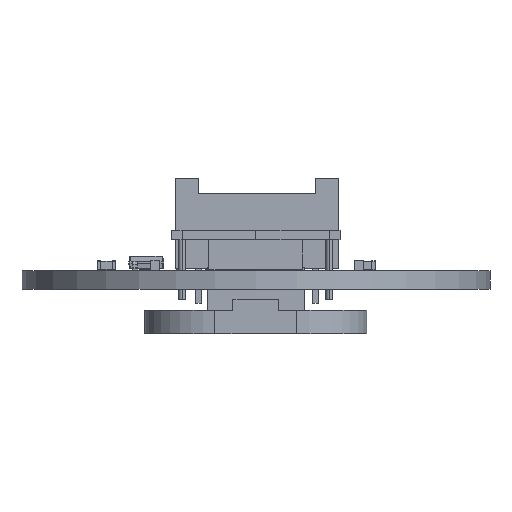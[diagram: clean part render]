
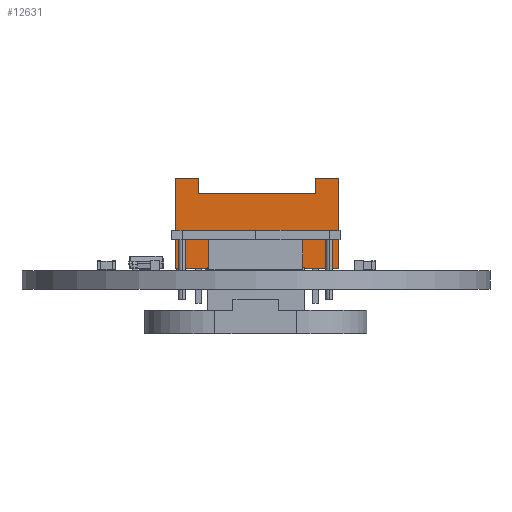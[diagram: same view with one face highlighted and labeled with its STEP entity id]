
A CAD part, front view. The second image highlights one B-rep face of the part: STEP entity #12631.
In plain terms, the highlighted face is planar.
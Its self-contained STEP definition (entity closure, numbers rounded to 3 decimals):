
#10037 = PLANE('',#10038);
#10038 = AXIS2_PLACEMENT_3D('',#10039,#10040,#10041);
#10039 = CARTESIAN_POINT('',(-7.,3.85,3.1));
#10040 = DIRECTION('',(0.,-1.,0.));
#10041 = DIRECTION('',(0.,0.,-1.));
#10120 = PLANE('',#10121);
#10121 = AXIS2_PLACEMENT_3D('',#10122,#10123,#10124);
#10122 = CARTESIAN_POINT('',(5.,2.55,-2.2));
#10123 = DIRECTION('',(1.,0.,0.));
#10124 = DIRECTION('',(0.,0.,-1.));
#10194 = PLANE('',#10195);
#10195 = AXIS2_PLACEMENT_3D('',#10196,#10197,#10198);
#10196 = CARTESIAN_POINT('',(-7.,3.85,3.1));
#10197 = DIRECTION('',(0.,-1.,0.));
#10198 = DIRECTION('',(0.,0.,-1.));
#10222 = PLANE('',#10223);
#10223 = AXIS2_PLACEMENT_3D('',#10224,#10225,#10226);
#10224 = CARTESIAN_POINT('',(-5.,2.55,-2.2));
#10225 = DIRECTION('',(-1.,0.,0.));
#10226 = DIRECTION('',(0.,0.,1.));
#10248 = PLANE('',#10249);
#10249 = AXIS2_PLACEMENT_3D('',#10250,#10251,#10252);
#10250 = CARTESIAN_POINT('',(-5.,2.55,-2.2));
#10251 = DIRECTION('',(0.,1.,0.));
#10252 = DIRECTION('',(0.,-0.,1.));
#11387 = PLANE('',#11388);
#11388 = AXIS2_PLACEMENT_3D('',#11389,#11390,#11391);
#11389 = CARTESIAN_POINT('',(7.,-3.85,3.1));
#11390 = DIRECTION('',(-1.,0.,0.));
#11391 = DIRECTION('',(0.,0.,1.));
#11555 = PLANE('',#11556);
#11556 = AXIS2_PLACEMENT_3D('',#11557,#11558,#11559);
#11557 = CARTESIAN_POINT('',(-7.,-3.85,3.1));
#11558 = DIRECTION('',(1.,0.,0.));
#11559 = DIRECTION('',(0.,0.,-1.));
#11642 = VERTEX_POINT('',#11643);
#11643 = CARTESIAN_POINT('',(7.,3.85,-2.2));
#11668 = VERTEX_POINT('',#11669);
#11669 = CARTESIAN_POINT('',(5.,3.85,-2.2));
#11690 = EDGE_CURVE('',#11642,#11668,#11691,.T.);
#11691 = SURFACE_CURVE('',#11692,(#11696,#11703),.PCURVE_S1.);
#11692 = LINE('',#11693,#11694);
#11693 = CARTESIAN_POINT('',(6.,3.85,-2.2));
#11694 = VECTOR('',#11695,1.);
#11695 = DIRECTION('',(-1.,0.,0.));
#11696 = PCURVE('',#10037,#11697);
#11697 = DEFINITIONAL_REPRESENTATION('',(#11698),#11702);
#11698 = LINE('',#11699,#11700);
#11699 = CARTESIAN_POINT('',(5.3,13.));
#11700 = VECTOR('',#11701,1.);
#11701 = DIRECTION('',(0.,-1.));
#11702 = ( GEOMETRIC_REPRESENTATION_CONTEXT(2) 
PARAMETRIC_REPRESENTATION_CONTEXT() REPRESENTATION_CONTEXT('2D SPACE',''
  ) );
#11703 = PCURVE('',#11704,#11709);
#11704 = PLANE('',#11705);
#11705 = AXIS2_PLACEMENT_3D('',#11706,#11707,#11708);
#11706 = CARTESIAN_POINT('',(-7.,3.85,-2.2));
#11707 = DIRECTION('',(0.,0.,-1.));
#11708 = DIRECTION('',(-1.,0.,0.));
#11709 = DEFINITIONAL_REPRESENTATION('',(#11710),#11714);
#11710 = LINE('',#11711,#11712);
#11711 = CARTESIAN_POINT('',(-13.,0.));
#11712 = VECTOR('',#11713,1.);
#11713 = DIRECTION('',(1.,0.));
#11714 = ( GEOMETRIC_REPRESENTATION_CONTEXT(2) 
PARAMETRIC_REPRESENTATION_CONTEXT() REPRESENTATION_CONTEXT('2D SPACE',''
  ) );
#11720 = VERTEX_POINT('',#11721);
#11721 = CARTESIAN_POINT('',(-5.,2.55,-2.2));
#11744 = VERTEX_POINT('',#11745);
#11745 = CARTESIAN_POINT('',(5.,2.55,-2.2));
#11766 = EDGE_CURVE('',#11744,#11720,#11767,.T.);
#11767 = SURFACE_CURVE('',#11768,(#11772,#11779),.PCURVE_S1.);
#11768 = LINE('',#11769,#11770);
#11769 = CARTESIAN_POINT('',(0.,2.55,-2.2));
#11770 = VECTOR('',#11771,1.);
#11771 = DIRECTION('',(-1.,0.,0.));
#11772 = PCURVE('',#10248,#11773);
#11773 = DEFINITIONAL_REPRESENTATION('',(#11774),#11778);
#11774 = LINE('',#11775,#11776);
#11775 = CARTESIAN_POINT('',(0.,5.));
#11776 = VECTOR('',#11777,1.);
#11777 = DIRECTION('',(0.,-1.));
#11778 = ( GEOMETRIC_REPRESENTATION_CONTEXT(2) 
PARAMETRIC_REPRESENTATION_CONTEXT() REPRESENTATION_CONTEXT('2D SPACE',''
  ) );
#11779 = PCURVE('',#11704,#11780);
#11780 = DEFINITIONAL_REPRESENTATION('',(#11781),#11785);
#11781 = LINE('',#11782,#11783);
#11782 = CARTESIAN_POINT('',(-7.,-1.3));
#11783 = VECTOR('',#11784,1.);
#11784 = DIRECTION('',(1.,0.));
#11785 = ( GEOMETRIC_REPRESENTATION_CONTEXT(2) 
PARAMETRIC_REPRESENTATION_CONTEXT() REPRESENTATION_CONTEXT('2D SPACE',''
  ) );
#11790 = EDGE_CURVE('',#11720,#11791,#11793,.T.);
#11791 = VERTEX_POINT('',#11792);
#11792 = CARTESIAN_POINT('',(-5.,3.85,-2.2));
#11793 = SURFACE_CURVE('',#11794,(#11798,#11805),.PCURVE_S1.);
#11794 = LINE('',#11795,#11796);
#11795 = CARTESIAN_POINT('',(-5.,3.2,-2.2));
#11796 = VECTOR('',#11797,1.);
#11797 = DIRECTION('',(0.,1.,0.));
#11798 = PCURVE('',#10222,#11799);
#11799 = DEFINITIONAL_REPRESENTATION('',(#11800),#11804);
#11800 = LINE('',#11801,#11802);
#11801 = CARTESIAN_POINT('',(0.,0.65));
#11802 = VECTOR('',#11803,1.);
#11803 = DIRECTION('',(0.,1.));
#11804 = ( GEOMETRIC_REPRESENTATION_CONTEXT(2) 
PARAMETRIC_REPRESENTATION_CONTEXT() REPRESENTATION_CONTEXT('2D SPACE',''
  ) );
#11805 = PCURVE('',#11704,#11806);
#11806 = DEFINITIONAL_REPRESENTATION('',(#11807),#11811);
#11807 = LINE('',#11808,#11809);
#11808 = CARTESIAN_POINT('',(-2.,-0.65));
#11809 = VECTOR('',#11810,1.);
#11810 = DIRECTION('',(0.,1.));
#11811 = ( GEOMETRIC_REPRESENTATION_CONTEXT(2) 
PARAMETRIC_REPRESENTATION_CONTEXT() REPRESENTATION_CONTEXT('2D SPACE',''
  ) );
#11864 = VERTEX_POINT('',#11865);
#11865 = CARTESIAN_POINT('',(-7.,3.85,-2.2));
#11886 = EDGE_CURVE('',#11791,#11864,#11887,.T.);
#11887 = SURFACE_CURVE('',#11888,(#11892,#11899),.PCURVE_S1.);
#11888 = LINE('',#11889,#11890);
#11889 = CARTESIAN_POINT('',(-6.,3.85,-2.2));
#11890 = VECTOR('',#11891,1.);
#11891 = DIRECTION('',(-1.,0.,0.));
#11892 = PCURVE('',#10194,#11893);
#11893 = DEFINITIONAL_REPRESENTATION('',(#11894),#11898);
#11894 = LINE('',#11895,#11896);
#11895 = CARTESIAN_POINT('',(5.3,1.));
#11896 = VECTOR('',#11897,1.);
#11897 = DIRECTION('',(0.,-1.));
#11898 = ( GEOMETRIC_REPRESENTATION_CONTEXT(2) 
PARAMETRIC_REPRESENTATION_CONTEXT() REPRESENTATION_CONTEXT('2D SPACE',''
  ) );
#11899 = PCURVE('',#11704,#11900);
#11900 = DEFINITIONAL_REPRESENTATION('',(#11901),#11905);
#11901 = LINE('',#11902,#11903);
#11902 = CARTESIAN_POINT('',(-1.,0.));
#11903 = VECTOR('',#11904,1.);
#11904 = DIRECTION('',(1.,0.));
#11905 = ( GEOMETRIC_REPRESENTATION_CONTEXT(2) 
PARAMETRIC_REPRESENTATION_CONTEXT() REPRESENTATION_CONTEXT('2D SPACE',''
  ) );
#11913 = EDGE_CURVE('',#11744,#11668,#11914,.T.);
#11914 = SURFACE_CURVE('',#11915,(#11919,#11926),.PCURVE_S1.);
#11915 = LINE('',#11916,#11917);
#11916 = CARTESIAN_POINT('',(5.,3.2,-2.2));
#11917 = VECTOR('',#11918,1.);
#11918 = DIRECTION('',(0.,1.,0.));
#11919 = PCURVE('',#10120,#11920);
#11920 = DEFINITIONAL_REPRESENTATION('',(#11921),#11925);
#11921 = LINE('',#11922,#11923);
#11922 = CARTESIAN_POINT('',(0.,0.65));
#11923 = VECTOR('',#11924,1.);
#11924 = DIRECTION('',(0.,1.));
#11925 = ( GEOMETRIC_REPRESENTATION_CONTEXT(2) 
PARAMETRIC_REPRESENTATION_CONTEXT() REPRESENTATION_CONTEXT('2D SPACE',''
  ) );
#11926 = PCURVE('',#11704,#11927);
#11927 = DEFINITIONAL_REPRESENTATION('',(#11928),#11932);
#11928 = LINE('',#11929,#11930);
#11929 = CARTESIAN_POINT('',(-12.,-0.65));
#11930 = VECTOR('',#11931,1.);
#11931 = DIRECTION('',(0.,1.));
#11932 = ( GEOMETRIC_REPRESENTATION_CONTEXT(2) 
PARAMETRIC_REPRESENTATION_CONTEXT() REPRESENTATION_CONTEXT('2D SPACE',''
  ) );
#12001 = EDGE_CURVE('',#11864,#12002,#12004,.T.);
#12002 = VERTEX_POINT('',#12003);
#12003 = CARTESIAN_POINT('',(-7.,-3.85,-2.2));
#12004 = SURFACE_CURVE('',#12005,(#12009,#12016),.PCURVE_S1.);
#12005 = LINE('',#12006,#12007);
#12006 = CARTESIAN_POINT('',(-7.,0.,-2.2));
#12007 = VECTOR('',#12008,1.);
#12008 = DIRECTION('',(0.,-1.,0.));
#12009 = PCURVE('',#11555,#12010);
#12010 = DEFINITIONAL_REPRESENTATION('',(#12011),#12015);
#12011 = LINE('',#12012,#12013);
#12012 = CARTESIAN_POINT('',(5.3,3.85));
#12013 = VECTOR('',#12014,1.);
#12014 = DIRECTION('',(0.,-1.));
#12015 = ( GEOMETRIC_REPRESENTATION_CONTEXT(2) 
PARAMETRIC_REPRESENTATION_CONTEXT() REPRESENTATION_CONTEXT('2D SPACE',''
  ) );
#12016 = PCURVE('',#11704,#12017);
#12017 = DEFINITIONAL_REPRESENTATION('',(#12018),#12022);
#12018 = LINE('',#12019,#12020);
#12019 = CARTESIAN_POINT('',(0.,-3.85));
#12020 = VECTOR('',#12021,1.);
#12021 = DIRECTION('',(0.,-1.));
#12022 = ( GEOMETRIC_REPRESENTATION_CONTEXT(2) 
PARAMETRIC_REPRESENTATION_CONTEXT() REPRESENTATION_CONTEXT('2D SPACE',''
  ) );
#12115 = PLANE('',#12116);
#12116 = AXIS2_PLACEMENT_3D('',#12117,#12118,#12119);
#12117 = CARTESIAN_POINT('',(-7.,-3.85,3.1));
#12118 = DIRECTION('',(0.,1.,0.));
#12119 = DIRECTION('',(0.,-0.,1.));
#12566 = EDGE_CURVE('',#12567,#11642,#12569,.T.);
#12567 = VERTEX_POINT('',#12568);
#12568 = CARTESIAN_POINT('',(7.,-3.85,-2.2));
#12569 = SURFACE_CURVE('',#12570,(#12574,#12581),.PCURVE_S1.);
#12570 = LINE('',#12571,#12572);
#12571 = CARTESIAN_POINT('',(7.,0.,-2.2));
#12572 = VECTOR('',#12573,1.);
#12573 = DIRECTION('',(0.,1.,0.));
#12574 = PCURVE('',#11387,#12575);
#12575 = DEFINITIONAL_REPRESENTATION('',(#12576),#12580);
#12576 = LINE('',#12577,#12578);
#12577 = CARTESIAN_POINT('',(-5.3,3.85));
#12578 = VECTOR('',#12579,1.);
#12579 = DIRECTION('',(0.,1.));
#12580 = ( GEOMETRIC_REPRESENTATION_CONTEXT(2) 
PARAMETRIC_REPRESENTATION_CONTEXT() REPRESENTATION_CONTEXT('2D SPACE',''
  ) );
#12581 = PCURVE('',#11704,#12582);
#12582 = DEFINITIONAL_REPRESENTATION('',(#12583),#12587);
#12583 = LINE('',#12584,#12585);
#12584 = CARTESIAN_POINT('',(-14.,-3.85));
#12585 = VECTOR('',#12586,1.);
#12586 = DIRECTION('',(0.,1.));
#12587 = ( GEOMETRIC_REPRESENTATION_CONTEXT(2) 
PARAMETRIC_REPRESENTATION_CONTEXT() REPRESENTATION_CONTEXT('2D SPACE',''
  ) );
#12631 = ADVANCED_FACE('',(#12632),#11704,.T.);
#12632 = FACE_BOUND('',#12633,.T.);
#12633 = EDGE_LOOP('',(#12634,#12635,#12636,#12637,#12638,#12639,#12660,
    #12661));
#12634 = ORIENTED_EDGE('',*,*,#11790,.F.);
#12635 = ORIENTED_EDGE('',*,*,#11766,.F.);
#12636 = ORIENTED_EDGE('',*,*,#11913,.T.);
#12637 = ORIENTED_EDGE('',*,*,#11690,.F.);
#12638 = ORIENTED_EDGE('',*,*,#12566,.F.);
#12639 = ORIENTED_EDGE('',*,*,#12640,.F.);
#12640 = EDGE_CURVE('',#12002,#12567,#12641,.T.);
#12641 = SURFACE_CURVE('',#12642,(#12646,#12653),.PCURVE_S1.);
#12642 = LINE('',#12643,#12644);
#12643 = CARTESIAN_POINT('',(0.,-3.85,-2.2));
#12644 = VECTOR('',#12645,1.);
#12645 = DIRECTION('',(1.,0.,0.));
#12646 = PCURVE('',#11704,#12647);
#12647 = DEFINITIONAL_REPRESENTATION('',(#12648),#12652);
#12648 = LINE('',#12649,#12650);
#12649 = CARTESIAN_POINT('',(-7.,-7.7));
#12650 = VECTOR('',#12651,1.);
#12651 = DIRECTION('',(-1.,0.));
#12652 = ( GEOMETRIC_REPRESENTATION_CONTEXT(2) 
PARAMETRIC_REPRESENTATION_CONTEXT() REPRESENTATION_CONTEXT('2D SPACE',''
  ) );
#12653 = PCURVE('',#12115,#12654);
#12654 = DEFINITIONAL_REPRESENTATION('',(#12655),#12659);
#12655 = LINE('',#12656,#12657);
#12656 = CARTESIAN_POINT('',(-5.3,7.));
#12657 = VECTOR('',#12658,1.);
#12658 = DIRECTION('',(0.,1.));
#12659 = ( GEOMETRIC_REPRESENTATION_CONTEXT(2) 
PARAMETRIC_REPRESENTATION_CONTEXT() REPRESENTATION_CONTEXT('2D SPACE',''
  ) );
#12660 = ORIENTED_EDGE('',*,*,#12001,.F.);
#12661 = ORIENTED_EDGE('',*,*,#11886,.F.);
